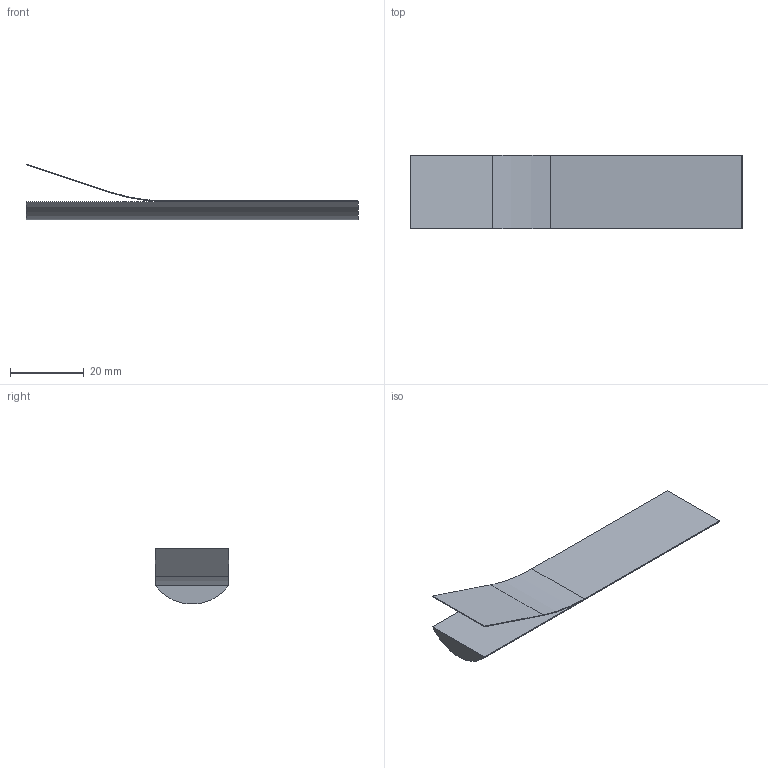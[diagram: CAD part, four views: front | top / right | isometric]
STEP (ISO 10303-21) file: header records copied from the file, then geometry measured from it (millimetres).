
FILE_DESCRIPTION (( 'STEP AP203' ), '1' );
FILE_NAME ('8370359958-CY09.ha.STEP', '2022-06-27T09:28:00', ( '' ), ( '' ), 'SwSTEP 2.0', 'SolidWorks 2021', '' );
FILE_SCHEMA (( 'CONFIG_CONTROL_DESIGN' ));
Length unit declared in the file: millimetre
Products named in the file (1): 8370359958-CY09.ha
Bounding box: 90 x 20 x 15.15 mm (x, y, z)
Volume: 6655.9 mm3; surface area: 7728.8 mm2
Topology: 2 solids, 2 shells, 14 faces, 30 edges, 20 vertices
Faces by surface type: plane 11, cylinder 3
Entity records: 450 total; most frequent: CARTESIAN_POINT 70, DIRECTION 61, ORIENTED_EDGE 60, EDGE_CURVE 30, AXIS2_PLACEMENT_3D 21, VERTEX_POINT 20, LINE 19, VECTOR 19
